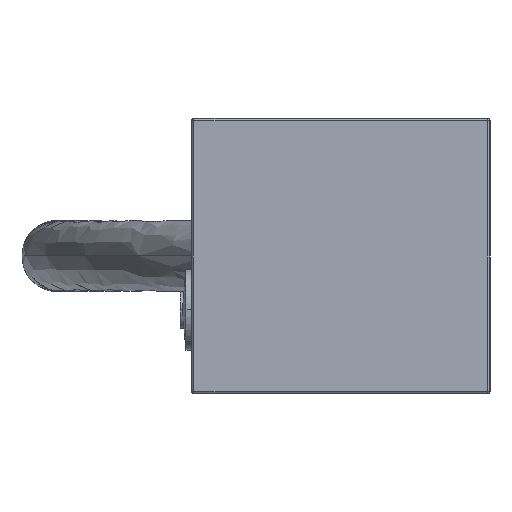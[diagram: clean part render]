
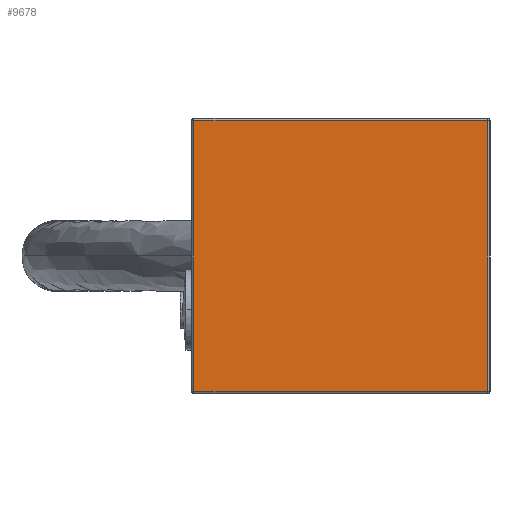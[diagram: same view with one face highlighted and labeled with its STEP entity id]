
A CAD part, left-side view. The second image highlights one B-rep face of the part: STEP entity #9678.
In plain terms, the highlighted planar face has unit normal (-1, 0, 0).
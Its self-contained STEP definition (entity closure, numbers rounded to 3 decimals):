
#7369 = VERTEX_POINT ( 'NONE', #15577 ) ;
#7598 = EDGE_CURVE ( 'NONE', #7608, #7369, #15968, .T. ) ;
#7608 = VERTEX_POINT ( 'NONE', #15955 ) ;
#9678 = ADVANCED_FACE ( 'NONE', ( #19585 ), #19583, .F. ) ;
#9681 = EDGE_LOOP ( 'NONE', ( #9696, #9722, #9688, #9689 ) ) ;
#9683 = EDGE_CURVE ( 'NONE', #9685, #9684, #19584, .T. ) ;
#9684 = VERTEX_POINT ( 'NONE', #19575 ) ;
#9685 = VERTEX_POINT ( 'NONE', #19574 ) ;
#9688 = ORIENTED_EDGE ( 'NONE', *, *, #9683, .T. ) ;
#9689 = ORIENTED_EDGE ( 'NONE', *, *, #9802, .T. ) ;
#9696 = ORIENTED_EDGE ( 'NONE', *, *, #7598, .F. ) ;
#9722 = ORIENTED_EDGE ( 'NONE', *, *, #9728, .T. ) ;
#9728 = EDGE_CURVE ( 'NONE', #7608, #9685, #19656, .T. ) ;
#9802 = EDGE_CURVE ( 'NONE', #9684, #7369, #19728, .T. ) ;
#15577 = CARTESIAN_POINT ( 'NONE',  ( 0., 25.8, 11.8 ) ) ;
#15955 = CARTESIAN_POINT ( 'NONE',  ( 0., 25.8, -11.8 ) ) ;
#15965 = DIRECTION ( 'NONE',  ( 0., 0., 1. ) ) ;
#15966 = VECTOR ( 'NONE', #15965, 1000. ) ;
#15967 = CARTESIAN_POINT ( 'NONE',  ( 0., 25.8, -12. ) ) ;
#15968 = LINE ( 'NONE', #15967, #15966 ) ;
#19574 = CARTESIAN_POINT ( 'NONE',  ( 0., 0.2, -11.8 ) ) ;
#19575 = CARTESIAN_POINT ( 'NONE',  ( 0., 0.2, 11.8 ) ) ;
#19576 = DIRECTION ( 'NONE',  ( 0., 0., 1. ) ) ;
#19577 = VECTOR ( 'NONE', #19576, 1000. ) ;
#19578 = CARTESIAN_POINT ( 'NONE',  ( 0., 0.2, -12. ) ) ;
#19579 = DIRECTION ( 'NONE',  ( 0., 1., 0. ) ) ;
#19580 = DIRECTION ( 'NONE',  ( 1., 0., 0. ) ) ;
#19581 = CARTESIAN_POINT ( 'NONE',  ( 0., 0.2, -12. ) ) ;
#19582 = AXIS2_PLACEMENT_3D ( 'NONE', #19581, #19580, #19579 ) ;
#19583 = PLANE ( 'NONE',  #19582 ) ;
#19584 = LINE ( 'NONE', #19578, #19577 ) ;
#19585 = FACE_OUTER_BOUND ( 'NONE', #9681, .T. ) ;
#19653 = DIRECTION ( 'NONE',  ( 0., -1., 0. ) ) ;
#19654 = VECTOR ( 'NONE', #19653, 1000. ) ;
#19655 = CARTESIAN_POINT ( 'NONE',  ( 0., 0.2, -11.8 ) ) ;
#19656 = LINE ( 'NONE', #19655, #19654 ) ;
#19720 = DIRECTION ( 'NONE',  ( 0., 1., 0. ) ) ;
#19721 = VECTOR ( 'NONE', #19720, 1000. ) ;
#19722 = CARTESIAN_POINT ( 'NONE',  ( 0., 0.2, 11.8 ) ) ;
#19728 = LINE ( 'NONE', #19722, #19721 ) ;
